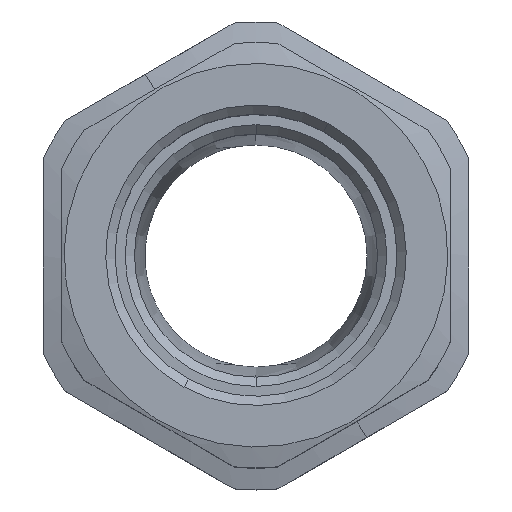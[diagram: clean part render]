
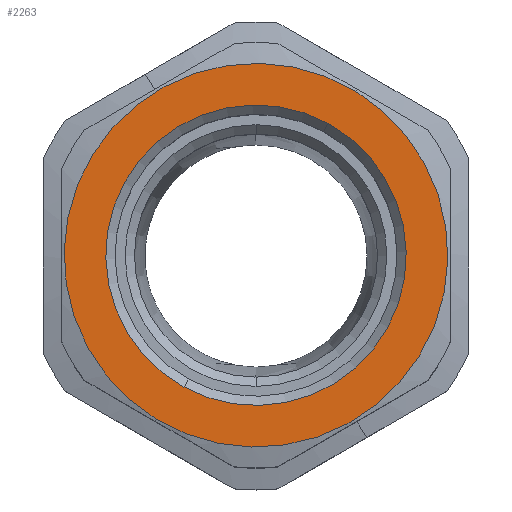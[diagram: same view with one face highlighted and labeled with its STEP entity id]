
A CAD part, top view. The second image highlights one B-rep face of the part: STEP entity #2263.
In plain terms, the highlighted planar face has unit normal (0, 0, 1).
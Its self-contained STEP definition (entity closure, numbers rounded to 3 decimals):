
#1879=AXIS2_PLACEMENT_3D('Circle Axis2P3D',#1877,#1878,$) ;
#2128=AXIS2_PLACEMENT_3D('Circle Axis2P3D',#2126,#2127,$) ;
#2239=AXIS2_PLACEMENT_3D('Plane Axis2P3D',#2236,#2237,#2238) ;
#2247=AXIS2_PLACEMENT_3D('Circle Axis2P3D',#2245,#2246,$) ;
#2256=AXIS2_PLACEMENT_3D('Circle Axis2P3D',#2254,#2255,$) ;
#1874=CARTESIAN_POINT('Vertex',(33.796,43.02,77.75)) ;
#1877=CARTESIAN_POINT('Axis2P3D Location',(23.,25.3,77.75)) ;
#1881=CARTESIAN_POINT('Vertex',(12.204,7.58,77.75)) ;
#2126=CARTESIAN_POINT('Axis2P3D Location',(23.,25.3,77.75)) ;
#2236=CARTESIAN_POINT('Axis2P3D Location',(23.,25.3,77.75)) ;
#2245=CARTESIAN_POINT('Axis2P3D Location',(23.,25.3,77.75)) ;
#2249=CARTESIAN_POINT('Vertex',(15.209,11.039,77.75)) ;
#2251=CARTESIAN_POINT('Vertex',(30.791,39.561,77.75)) ;
#2254=CARTESIAN_POINT('Axis2P3D Location',(23.,25.3,77.75)) ;
#1878=DIRECTION('Axis2P3D Direction',(0.,0.,-1.)) ;
#2127=DIRECTION('Axis2P3D Direction',(0.,0.,-1.)) ;
#2237=DIRECTION('Axis2P3D Direction',(0.,0.,-1.)) ;
#2238=DIRECTION('Axis2P3D XDirection',(0.,1.,0.)) ;
#2246=DIRECTION('Axis2P3D Direction',(0.,0.,-1.)) ;
#2255=DIRECTION('Axis2P3D Direction',(0.,0.,-1.)) ;
#2242=ORIENTED_EDGE('',*,*,#2130,.T.) ;
#2243=ORIENTED_EDGE('',*,*,#1883,.T.) ;
#2260=ORIENTED_EDGE('',*,*,#2253,.T.) ;
#2261=ORIENTED_EDGE('',*,*,#2258,.T.) ;
#2262=FACE_BOUND('',#2259,.T.) ;
#2263=ADVANCED_FACE('Body',(#2244,#2262),#2240,.F.) ;
#1880=CIRCLE('generated circle',#1879,20.75) ;
#2129=CIRCLE('generated circle',#2128,20.75) ;
#2248=CIRCLE('generated circle',#2247,16.25) ;
#2257=CIRCLE('generated circle',#2256,16.25) ;
#1883=EDGE_CURVE('',#1882,#1875,#1880,.F.) ;
#2130=EDGE_CURVE('',#1875,#1882,#2129,.F.) ;
#2253=EDGE_CURVE('',#2250,#2252,#2248,.T.) ;
#2258=EDGE_CURVE('',#2252,#2250,#2257,.T.) ;
#2241=EDGE_LOOP('',(#2242,#2243)) ;
#2259=EDGE_LOOP('',(#2260,#2261)) ;
#2244=FACE_OUTER_BOUND('',#2241,.T.) ;
#2240=PLANE('',#2239) ;
#1875=VERTEX_POINT('',#1874) ;
#1882=VERTEX_POINT('',#1881) ;
#2250=VERTEX_POINT('',#2249) ;
#2252=VERTEX_POINT('',#2251) ;
